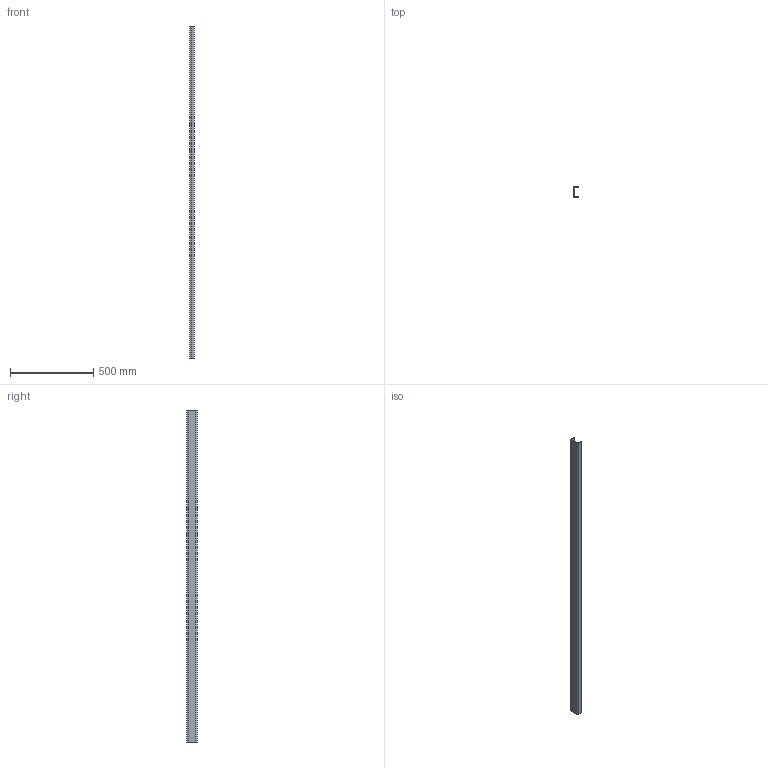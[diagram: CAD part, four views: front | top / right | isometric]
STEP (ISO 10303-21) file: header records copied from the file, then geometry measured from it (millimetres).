
FILE_DESCRIPTION (( 'STEP AP203' ), '1' );
FILE_NAME ('CRT_802121809C.step', '2022-10-05T21:00:43', ( '' ), ( '' ), 'SwSTEP 2.0', 'SolidWorks 2019', '' );
FILE_SCHEMA (( 'CONFIG_CONTROL_DESIGN' ));
Length unit declared in the file: inch
Products named in the file (3): n7ru8k8i15_CADModel_0; CRT_802121809C
Assembly tree (1 placements, depth 2):
  n7ru8k8i15_CADModel_0
  CRT_802121809C
    n7ru8k8i15_CADModel_0
Bounding box: 30 x 65 x 2000 mm (x, y, z)
Volume: 1283893.8 mm3; surface area: 453248.5 mm2
Topology: 1 solids, 1 shells, 14 faces, 36 edges, 24 vertices
Faces by surface type: plane 10, cylinder 4
Entity records: 706 total; most frequent: DIRECTION 82, CARTESIAN_POINT 79, ORIENTED_EDGE 72, EDGE_CURVE 36, VECTOR 28, LINE 28, AXIS2_PLACEMENT_3D 27, PERSON_AND_ORGANIZATION 25
